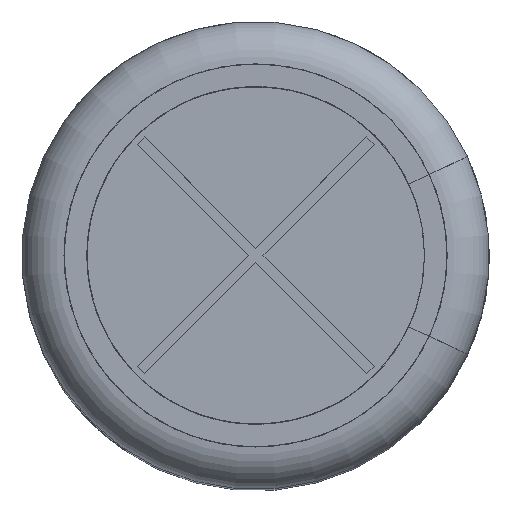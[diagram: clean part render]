
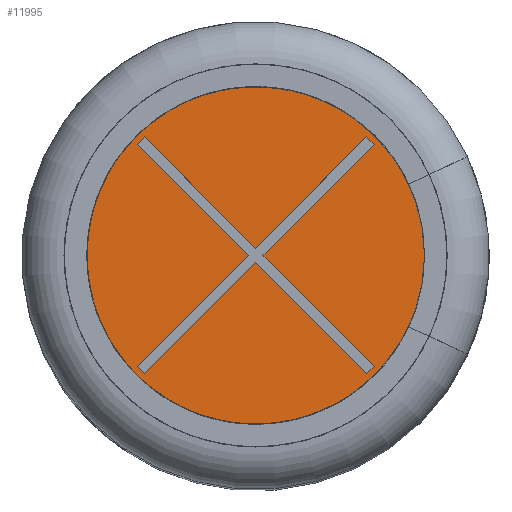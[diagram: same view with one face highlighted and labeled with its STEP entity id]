
A CAD part, top view. The second image highlights one B-rep face of the part: STEP entity #11995.
In plain terms, the highlighted planar face has unit normal (0, 0, 1).
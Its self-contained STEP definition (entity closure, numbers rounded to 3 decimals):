
#564=CIRCLE('',#12516,10.244);
#979=ORIENTED_EDGE('',*,*,#3372,.T.);
#980=ORIENTED_EDGE('',*,*,#3395,.T.);
#981=ORIENTED_EDGE('',*,*,#3393,.T.);
#982=ORIENTED_EDGE('',*,*,#3391,.T.);
#983=ORIENTED_EDGE('',*,*,#3389,.T.);
#984=ORIENTED_EDGE('',*,*,#3387,.T.);
#985=ORIENTED_EDGE('',*,*,#3385,.T.);
#986=ORIENTED_EDGE('',*,*,#3383,.T.);
#987=ORIENTED_EDGE('',*,*,#3381,.T.);
#988=ORIENTED_EDGE('',*,*,#3379,.T.);
#989=ORIENTED_EDGE('',*,*,#3377,.T.);
#990=ORIENTED_EDGE('',*,*,#3375,.T.);
#991=ORIENTED_EDGE('',*,*,#3411,.F.);
#3372=EDGE_CURVE('',#4627,#4628,#5486,.T.);
#3375=EDGE_CURVE('',#4629,#4627,#5489,.T.);
#3377=EDGE_CURVE('',#4630,#4629,#5491,.T.);
#3379=EDGE_CURVE('',#4631,#4630,#5493,.T.);
#3381=EDGE_CURVE('',#4632,#4631,#5495,.T.);
#3383=EDGE_CURVE('',#4633,#4632,#5497,.T.);
#3385=EDGE_CURVE('',#4634,#4633,#5499,.T.);
#3387=EDGE_CURVE('',#4635,#4634,#5501,.T.);
#3389=EDGE_CURVE('',#4636,#4635,#5503,.T.);
#3391=EDGE_CURVE('',#4637,#4636,#5505,.T.);
#3393=EDGE_CURVE('',#4638,#4637,#5507,.T.);
#3395=EDGE_CURVE('',#4628,#4638,#5509,.T.);
#3411=EDGE_CURVE('',#4654,#4654,#564,.T.);
#4627=VERTEX_POINT('',#15597);
#4628=VERTEX_POINT('',#15598);
#4629=VERTEX_POINT('',#15603);
#4630=VERTEX_POINT('',#15607);
#4631=VERTEX_POINT('',#15611);
#4632=VERTEX_POINT('',#15615);
#4633=VERTEX_POINT('',#15619);
#4634=VERTEX_POINT('',#15623);
#4635=VERTEX_POINT('',#15627);
#4636=VERTEX_POINT('',#15631);
#4637=VERTEX_POINT('',#15635);
#4638=VERTEX_POINT('',#15639);
#4654=VERTEX_POINT('',#15689);
#5486=LINE('',#15596,#6126);
#5489=LINE('',#15602,#6129);
#5491=LINE('',#15606,#6131);
#5493=LINE('',#15610,#6133);
#5495=LINE('',#15614,#6135);
#5497=LINE('',#15618,#6137);
#5499=LINE('',#15622,#6139);
#5501=LINE('',#15626,#6141);
#5503=LINE('',#15630,#6143);
#5505=LINE('',#15634,#6145);
#5507=LINE('',#15638,#6147);
#5509=LINE('',#15642,#6149);
#6126=VECTOR('',#13309,1000.);
#6129=VECTOR('',#13314,1000.);
#6131=VECTOR('',#13318,1000.);
#6133=VECTOR('',#13322,1000.);
#6135=VECTOR('',#13326,1000.);
#6137=VECTOR('',#13330,1000.);
#6139=VECTOR('',#13334,1000.);
#6141=VECTOR('',#13338,1000.);
#6143=VECTOR('',#13342,1000.);
#6145=VECTOR('',#13346,1000.);
#6147=VECTOR('',#13350,1000.);
#6149=VECTOR('',#13354,1000.);
#6836=EDGE_LOOP('',(#979,#980,#981,#982,#983,#984,#985,#986,#987,#988,#989,
#990));
#6837=EDGE_LOOP('',(#991));
#7470=FACE_BOUND('',#6836,.T.);
#7471=FACE_BOUND('',#6837,.T.);
#8048=PLANE('',#12556);
#11995=ADVANCED_FACE('',(#7470,#7471),#8048,.T.);
#12516=AXIS2_PLACEMENT_3D('',#15688,#13415,#13416);
#12556=AXIS2_PLACEMENT_3D('',#15748,#13495,#13496);
#13309=DIRECTION('',(0.707,0.707,0.));
#13314=DIRECTION('',(-0.707,0.707,0.));
#13318=DIRECTION('',(0.707,0.707,0.));
#13322=DIRECTION('',(-0.707,0.707,0.));
#13326=DIRECTION('',(-0.707,-0.707,0.));
#13330=DIRECTION('',(-0.707,0.707,0.));
#13334=DIRECTION('',(-0.707,-0.707,0.));
#13338=DIRECTION('',(0.707,-0.707,0.));
#13342=DIRECTION('',(-0.707,-0.707,0.));
#13346=DIRECTION('',(0.707,-0.707,0.));
#13350=DIRECTION('',(0.707,0.707,0.));
#13354=DIRECTION('',(0.707,-0.707,0.));
#13415=DIRECTION('',(0.,0.,-1.));
#13416=DIRECTION('',(-1.,0.,0.));
#13495=DIRECTION('',(0.,0.,1.));
#13496=DIRECTION('',(1.,0.,0.));
#15596=CARTESIAN_POINT('',(-5.939,6.331,50.8));
#15597=CARTESIAN_POINT('',(-6.331,5.939,50.8));
#15598=CARTESIAN_POINT('',(-5.939,6.331,50.8));
#15602=CARTESIAN_POINT('',(-0.393,0.,50.8));
#15603=CARTESIAN_POINT('',(-0.393,0.,50.8));
#15606=CARTESIAN_POINT('',(-0.393,0.,50.8));
#15607=CARTESIAN_POINT('',(-6.331,-5.939,50.8));
#15610=CARTESIAN_POINT('',(-5.939,-6.331,50.8));
#15611=CARTESIAN_POINT('',(-5.939,-6.331,50.8));
#15614=CARTESIAN_POINT('',(0.,-0.393,50.8));
#15615=CARTESIAN_POINT('',(0.,-0.393,50.8));
#15618=CARTESIAN_POINT('',(0.,-0.393,50.8));
#15619=CARTESIAN_POINT('',(5.939,-6.331,50.8));
#15622=CARTESIAN_POINT('',(6.331,-5.939,50.8));
#15623=CARTESIAN_POINT('',(6.331,-5.939,50.8));
#15626=CARTESIAN_POINT('',(0.393,0.,50.8));
#15627=CARTESIAN_POINT('',(0.393,0.,50.8));
#15630=CARTESIAN_POINT('',(0.393,0.,50.8));
#15631=CARTESIAN_POINT('',(6.331,5.939,50.8));
#15634=CARTESIAN_POINT('',(6.331,5.939,50.8));
#15635=CARTESIAN_POINT('',(5.939,6.331,50.8));
#15638=CARTESIAN_POINT('',(0.,0.393,50.8));
#15639=CARTESIAN_POINT('',(0.,0.393,50.8));
#15642=CARTESIAN_POINT('',(0.,0.393,50.8));
#15688=CARTESIAN_POINT('',(0.,0.,50.8));
#15689=CARTESIAN_POINT('',(-10.244,0.,50.8));
#15748=CARTESIAN_POINT('',(-10.244,0.,50.8));
